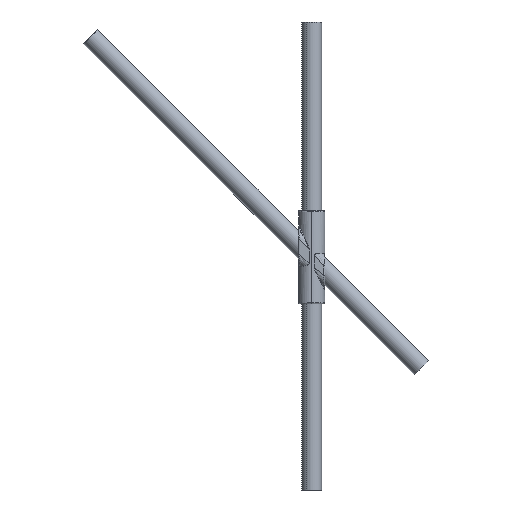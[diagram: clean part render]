
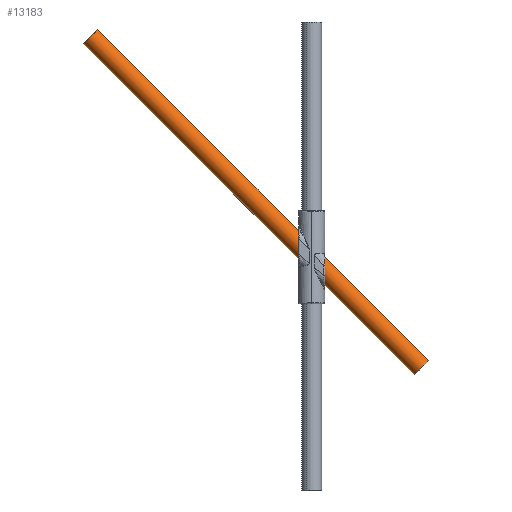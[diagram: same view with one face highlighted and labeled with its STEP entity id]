
A CAD part, left-side view. The second image highlights one B-rep face of the part: STEP entity #13183.
In plain terms, the highlighted cylindrical face has radius 21.2 mm (diameter 42.4 mm), a partial arc.
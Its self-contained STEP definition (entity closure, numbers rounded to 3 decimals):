
#36 = CARTESIAN_POINT ( 'NONE',  ( 21.2, 0., 0. ) ) ;
#816 = DIRECTION ( 'NONE',  ( 0., 0., -1. ) ) ;
#2986 = ORIENTED_EDGE ( 'NONE', *, *, #3443, .T. ) ;
#3109 = EDGE_CURVE ( 'NONE', #12045, #14962, #11475, .T. ) ;
#3357 = FACE_OUTER_BOUND ( 'NONE', #15483, .T. ) ;
#3443 = EDGE_CURVE ( 'NONE', #12045, #4945, #4239, .T. ) ;
#3644 = EDGE_CURVE ( 'NONE', #4945, #6617, #10087, .T. ) ;
#3964 = EDGE_CURVE ( 'NONE', #14962, #6617, #7252, .T. ) ;
#4239 = LINE ( 'NONE', #15091, #9927 ) ;
#4945 = VERTEX_POINT ( 'NONE', #36 ) ;
#5046 = CARTESIAN_POINT ( 'NONE',  ( 0., 0., 1000. ) ) ;
#5252 = AXIS2_PLACEMENT_3D ( 'NONE', #5046, #816, #13369 ) ;
#5670 = DIRECTION ( 'NONE',  ( 0., 0., 1. ) ) ;
#6617 = VERTEX_POINT ( 'NONE', #15172 ) ;
#7150 = DIRECTION ( 'NONE',  ( 1., 0., 0. ) ) ;
#7169 = DIRECTION ( 'NONE',  ( 0., 0., 1. ) ) ;
#7225 = CARTESIAN_POINT ( 'NONE',  ( 0., 0., 1000. ) ) ;
#7252 = LINE ( 'NONE', #15765, #10515 ) ;
#7324 = DIRECTION ( 'NONE',  ( 0., 0., -1. ) ) ;
#9621 = AXIS2_PLACEMENT_3D ( 'NONE', #13120, #5670, #14329 ) ;
#9927 = VECTOR ( 'NONE', #14324, 1000. ) ;
#10087 = CIRCLE ( 'NONE', #9621, 21.2 ) ;
#10383 = ORIENTED_EDGE ( 'NONE', *, *, #3109, .F. ) ;
#10515 = VECTOR ( 'NONE', #7324, 1000. ) ;
#11475 = CIRCLE ( 'NONE', #14076, 21.2 ) ;
#12045 = VERTEX_POINT ( 'NONE', #15974 ) ;
#13120 = CARTESIAN_POINT ( 'NONE',  ( 0., 0., 0. ) ) ;
#13183 = ADVANCED_FACE ( 'NONE', ( #3357 ), #16027, .T. ) ;
#13369 = DIRECTION ( 'NONE',  ( -1., 0., 0. ) ) ;
#13847 = ORIENTED_EDGE ( 'NONE', *, *, #3964, .F. ) ;
#14076 = AXIS2_PLACEMENT_3D ( 'NONE', #7225, #7169, #7150 ) ;
#14324 = DIRECTION ( 'NONE',  ( 0., 0., -1. ) ) ;
#14329 = DIRECTION ( 'NONE',  ( 1., 0., 0. ) ) ;
#14962 = VERTEX_POINT ( 'NONE', #15685 ) ;
#15055 = ORIENTED_EDGE ( 'NONE', *, *, #3644, .T. ) ;
#15091 = CARTESIAN_POINT ( 'NONE',  ( 21.2, 0., 1000. ) ) ;
#15172 = CARTESIAN_POINT ( 'NONE',  ( -21.2, 0., 0. ) ) ;
#15483 = EDGE_LOOP ( 'NONE', ( #10383, #2986, #15055, #13847 ) ) ;
#15685 = CARTESIAN_POINT ( 'NONE',  ( -21.2, 0., 1000. ) ) ;
#15765 = CARTESIAN_POINT ( 'NONE',  ( -21.2, 0., 1000. ) ) ;
#15974 = CARTESIAN_POINT ( 'NONE',  ( 21.2, 0., 1000. ) ) ;
#16027 = CYLINDRICAL_SURFACE ( 'NONE', #5252, 21.2 ) ;
